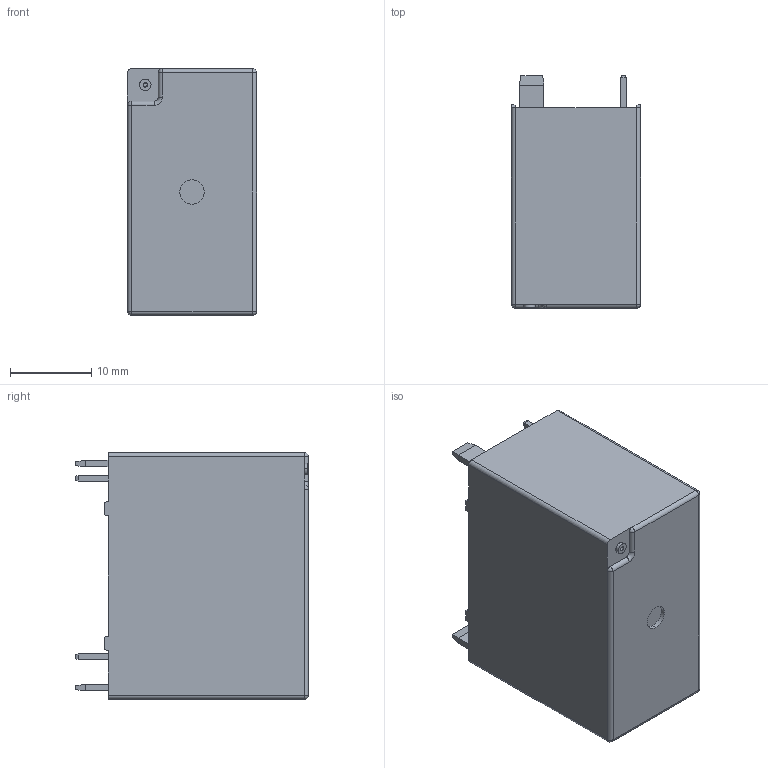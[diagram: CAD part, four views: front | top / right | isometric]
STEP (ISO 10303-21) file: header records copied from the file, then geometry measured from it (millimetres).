
FILE_DESCRIPTION(/* description */ (''),/* implementation_level */ '2;1');
FILE_NAME(/* name */ 'AZSR143 model_for PCB design.stp',/* time_stamp */ '2019-08-02T14:13:32+08:00',/* author */ (''),/* organization */ (''),/* preprocessor_version */ 'ST-DEVELOPER v15',/* originating_system */ 'SIEMENS PLM Software NX 8.5',/* authorisation */ '');
FILE_SCHEMA (('CONFIG_CONTROL_DESIGN'));
Length unit declared in the file: millimetre
Products named in the file (1): _model2
Bounding box: 15.9 x 28.65 x 30.4 mm (x, y, z)
Volume: 11772 mm3; surface area: 3408.4 mm2
Topology: 1 solids, 1 shells, 161 faces, 407 edges, 252 vertices
Faces by surface type: plane 101, cylinder 32, cone 10, bspline 8, sphere 5, extrusion 4, torus 1
Entity records: 4944 total; most frequent: CARTESIAN_POINT 1005, ORIENTED_EDGE 806, DIRECTION 786, EDGE_CURVE 403, VECTOR 304, LINE 300, VERTEX_POINT 252, AXIS2_PLACEMENT_3D 241
